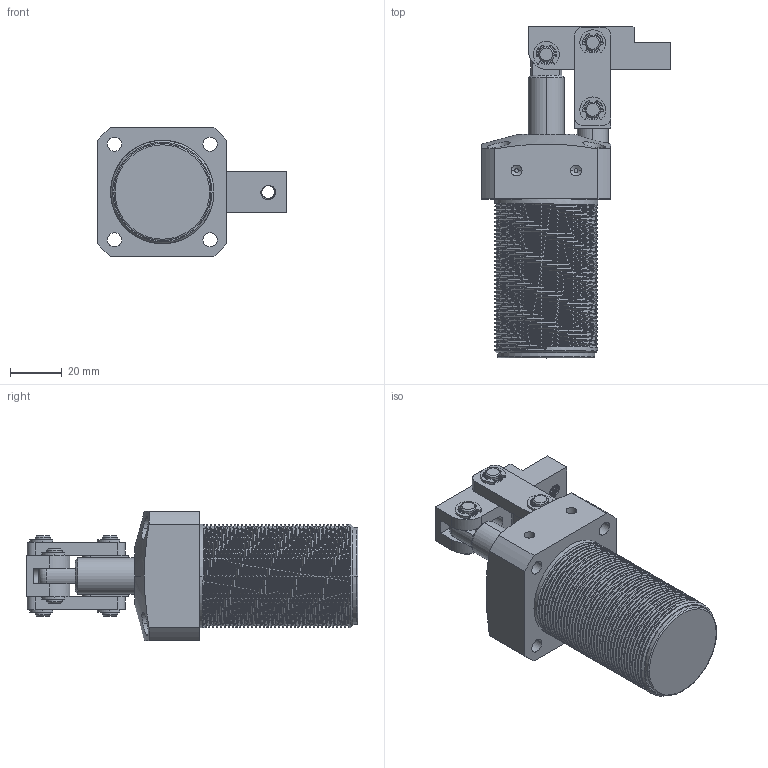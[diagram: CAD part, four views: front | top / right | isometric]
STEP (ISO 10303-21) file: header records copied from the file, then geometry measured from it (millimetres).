
FILE_DESCRIPTION (( 'STEP AP203' ), '1' );
FILE_NAME ('CPLCU-25R.STEP', '2019-04-19T12:48:25', ( 'User' ), ( 'china' ), 'SwSTEP 2.0', 'SolidWorks 2018', '' );
FILE_SCHEMA (( 'CONFIG_CONTROL_DESIGN' ));
Length unit declared in the file: millimetre
Products named in the file (10): CPLCU-25-05; CPLCU-25-02; CPLCU-25-09; CPLCU-25-03; CPLCU-25-04; LHC01D-32-01; CPLCU25活塞杆; CPLCU25R掛极; CPLCU-25-01; CPLCU-25R
Assembly tree (21 placements, depth 2):
  CPLCU-25R
    CPLCU25活塞杆
    CPLCU-25-01
    CPLCU-25-05
    CPLCU-25-02  x2
    CPLCU-25-09  x6
    CPLCU-25-03
    CPLCU-25-04  x2
    LHC01D-32-01  x6
    CPLCU25R掛极
Bounding box: 73 x 128.5 x 50 mm (x, y, z)
Volume: 141762.8 mm3; surface area: 47129.6 mm2
Topology: 21 solids, 21 shells, 623 faces, 1600 edges, 1047 vertices
Faces by surface type: cylinder 354, plane 142, cone 106, bspline 17, torus 4
Entity records: 24352 total; most frequent: CARTESIAN_POINT 13964, ORIENTED_EDGE 2050, DIRECTION 1692, EDGE_CURVE 1025, VERTEX_POINT 681, AXIS2_PLACEMENT_3D 659, EDGE_LOOP 438, FACE_OUTER_BOUND 386
